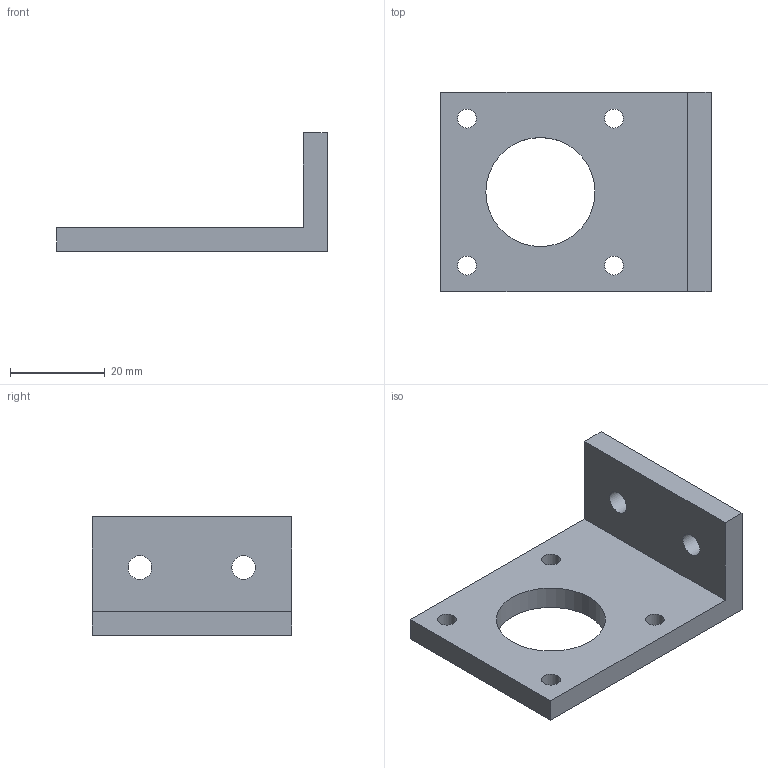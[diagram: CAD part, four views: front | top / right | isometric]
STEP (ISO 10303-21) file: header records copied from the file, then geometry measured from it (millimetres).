
FILE_DESCRIPTION(('STEP AP203'), '1');
FILE_NAME('Äåòàëü êðåïëåíèå âåðõíåãî ìîòîðà', '', ('UNSPECIFIED'), ('UNSPECIFIED'), 'C3D Converter', 'C3D Toolkit', '');
FILE_SCHEMA(('CONFIG_CONTROL_DESIGN'));
Length unit declared in the file: millimetre
Bounding box: 57 x 42 x 25 mm (x, y, z)
Volume: 13644.9 mm3; surface area: 7417.7 mm2
Topology: 1 solids, 1 shells, 15 faces, 39 edges, 26 vertices
Faces by surface type: plane 8, cylinder 7
Full cylindrical faces by diameter (mm): 4 x4, 5 x2, 23 x1
Entity records: 615 total; most frequent: DIRECTION 78, CARTESIAN_POINT 74, ORIENTED_EDGE 64, EDGE_LOOP 36, EDGE_CURVE 32, AXIS2_PLACEMENT_3D 30, VERTEX_POINT 26, FACE_BOUND 22
